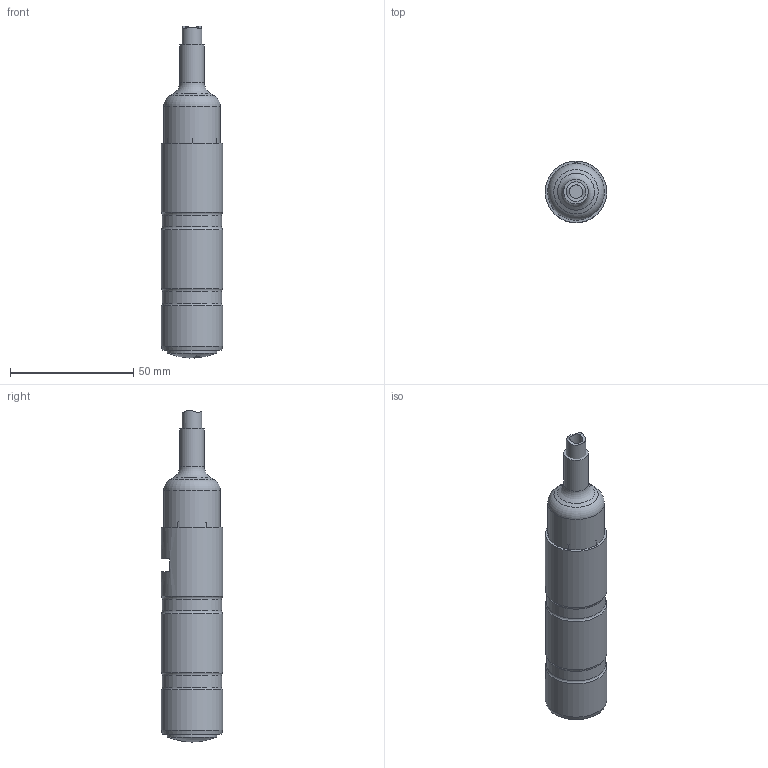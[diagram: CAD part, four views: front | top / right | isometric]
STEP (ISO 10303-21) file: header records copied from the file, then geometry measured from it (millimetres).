
FILE_DESCRIPTION (( 'STEP AP203' ), '1' );
FILE_NAME ('122-213-011-001.STEP', '2013-12-10T06:10:23', ( 'ajoy' ), ( 'Microsoft' ), 'SwSTEP 2.0', 'SolidWorks 2012', '' );
FILE_SCHEMA (( 'CONFIG_CONTROL_DESIGN' ));
Length unit declared in the file: millimetre
Products named in the file (1): 122-213-011-001
Bounding box: 25 x 25 x 134.89 mm (x, y, z)
Surface area: 12075 mm2 (no closed solid volume)
Topology: 0 solids, 5 shells, 39 faces, 86 edges, 54 vertices
Faces by surface type: plane 15, cylinder 12, torus 6, cone 4, sphere 1, bspline 1
Full cylindrical faces by diameter (mm): 2.1 x2, 5.5 x1, 8 x1, 10 x1, 20 x1, 23 x1, 24 x2, 25 x3
Entity records: 1201 total; most frequent: CARTESIAN_POINT 369, DIRECTION 166, ORIENTED_EDGE 102, AXIS2_PLACEMENT_3D 74, EDGE_LOOP 68, EDGE_CURVE 61, FACE_OUTER_BOUND 58, VERTEX_POINT 51
